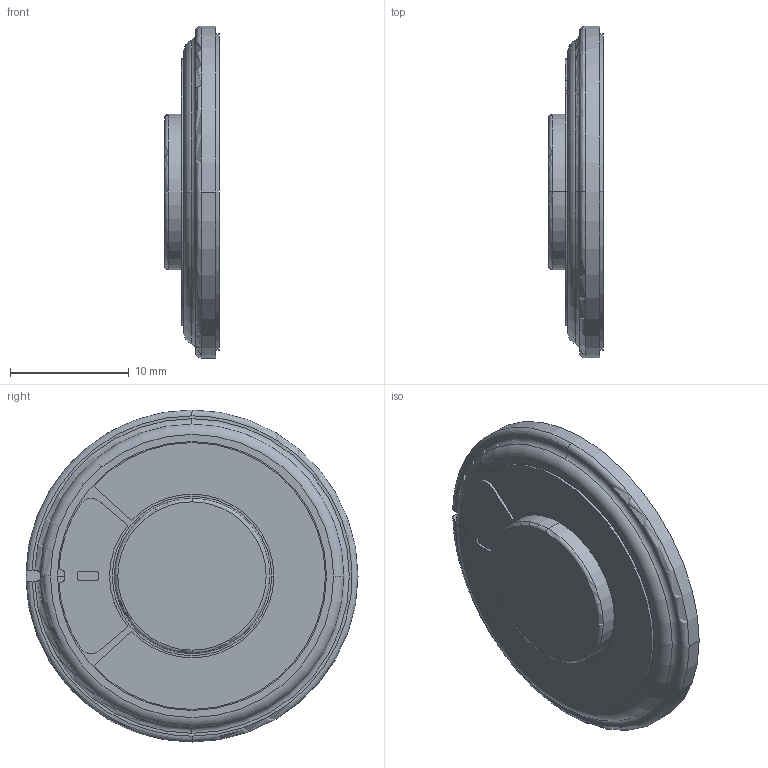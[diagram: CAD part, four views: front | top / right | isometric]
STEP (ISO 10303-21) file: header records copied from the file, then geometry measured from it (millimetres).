
FILE_DESCRIPTION (( 'STEP AP214' ), '1' );
FILE_NAME ('CUI_DEVICES_CMS-28468N.step', '2020-06-19T15:42:23', ( '' ), ( '' ), 'SwSTEP 2.0', 'SolidWorks 2020', '' );
FILE_SCHEMA (( 'AUTOMOTIVE_DESIGN' ));
Length unit declared in the file: inch
Products named in the file (1): CUI_DEVICES_CMS-28468N
Bounding box: 4.6 x 28 x 28 mm (x, y, z)
Volume: 1446.6 mm3; surface area: 1632.1 mm2
Topology: 1 solids, 1 shells, 78 faces, 208 edges, 134 vertices
Faces by surface type: cylinder 29, plane 22, torus 14, cone 7, bspline 6
Entity records: 3243 total; most frequent: CARTESIAN_POINT 893, DIRECTION 406, ORIENTED_EDGE 404, EDGE_CURVE 202, AXIS2_PLACEMENT_3D 169, VERTEX_POINT 134, CIRCLE 96, EDGE_LOOP 86
